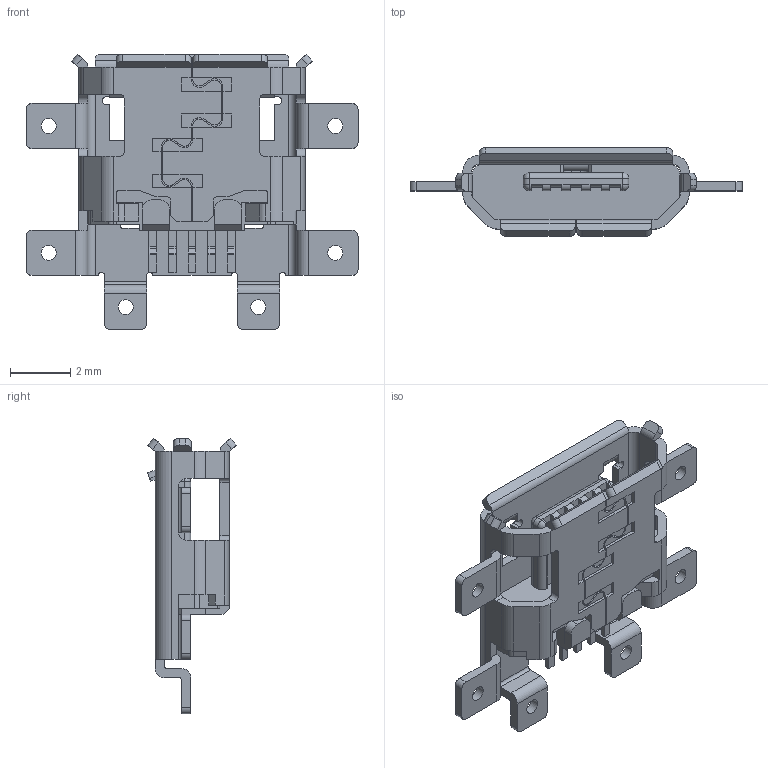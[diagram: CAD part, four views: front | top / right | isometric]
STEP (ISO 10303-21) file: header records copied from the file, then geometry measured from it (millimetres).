
FILE_DESCRIPTION( ( 'STEP AP214' ), '1' );
FILE_NAME( 'psolqas14020857617.stp', '2020-02-12T13:02:08', ( '' ), ( '' ), ' ', 'PARTsolutions', ' ' );
FILE_SCHEMA( ( 'AUTOMOTIVE_DESIGN { 1 0 10303 214 1 1 1 1 }' ) );
Length unit declared in the file: metre
Products named in the file (1): 1
Bounding box: 11 x 2.94 x 9.13 mm (x, y, z)
Volume: 58.8 mm3; surface area: 350.5 mm2
Topology: 1 solids, 1 shells, 525 faces, 1518 edges, 998 vertices
Faces by surface type: plane 336, cylinder 185, sphere 4
Full cylindrical faces by diameter (mm): 0.5 x6
Entity records: 17265 total; most frequent: CARTESIAN_POINT 3080, ORIENTED_EDGE 3024, DIRECTION 2924, EDGE_CURVE 1512, LINE 1136, VECTOR 1136, VERTEX_POINT 998, AXIS2_PLACEMENT_3D 894
